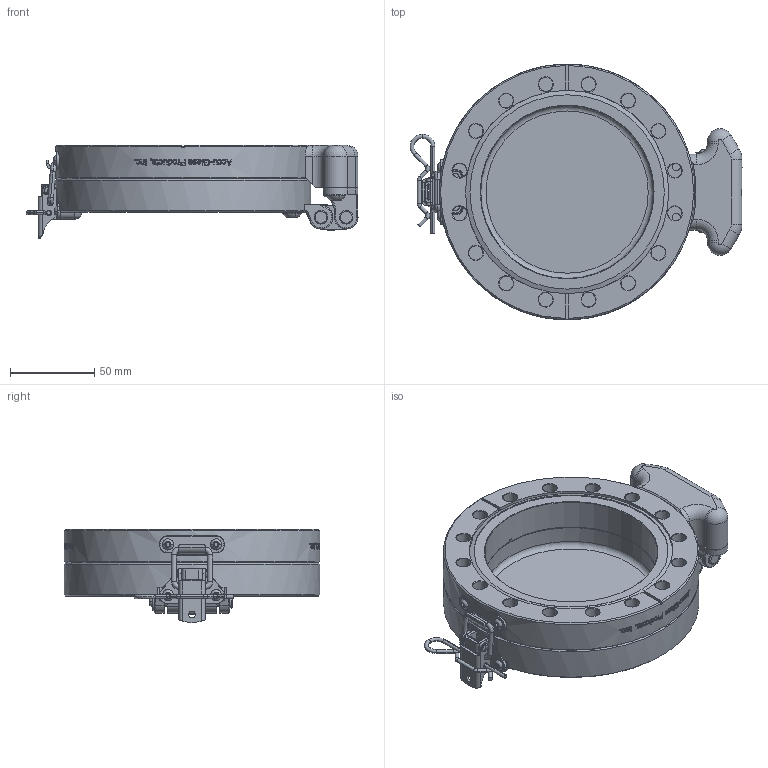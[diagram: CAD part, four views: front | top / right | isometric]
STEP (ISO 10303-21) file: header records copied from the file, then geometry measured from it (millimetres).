
FILE_DESCRIPTION(/* description */ ('Alibre Inc.'),/* implementation_level */ '2;1');
FILE_NAME(/* name */ 'export0',/* time_stamp */ '2018-05-24T10:21:51-07:00',/* author */ (''),/* organization */ (''),/* preprocessor_version */ 'ST-DEVELOPER v14',/* originating_system */ 'Alibre',/* authorisation */ '');
FILE_SCHEMA (('CONFIG_CONTROL_DESIGN'));
Length unit declared in the file: centimetre
Products named in the file (1): ID_1
Bounding box: 196.99 x 151.64 x 55.26 mm (x, y, z)
Volume: 474967.3 mm3; surface area: 106497.8 mm2
Topology: 2 solids, 17 shells, 2109 faces, 5489 edges, 3532 vertices
Faces by surface type: cylinder 725, plane 603, bspline 484, cone 225, torus 54, sphere 18
Full cylindrical faces by diameter (mm): 2.381 x4, 2.642 x2, 3.054 x3, 3.505 x1, 3.962 x16, 4.978 x18, 5.232 x2, 8.433 x16, 9.119 x2, 10.719 x1, 13.081 x16, 102.616 x2, 115.316 x1, 120.65 x1, 151.638 x1
Entity records: 105147 total; most frequent: CARTESIAN_POINT 60860, ORIENTED_EDGE 10468, DIRECTION 6891, EDGE_CURVE 5234, VERTEX_POINT 3435, AXIS2_PLACEMENT_3D 2706, FACE_BOUND 2371, EDGE_LOOP 2365
